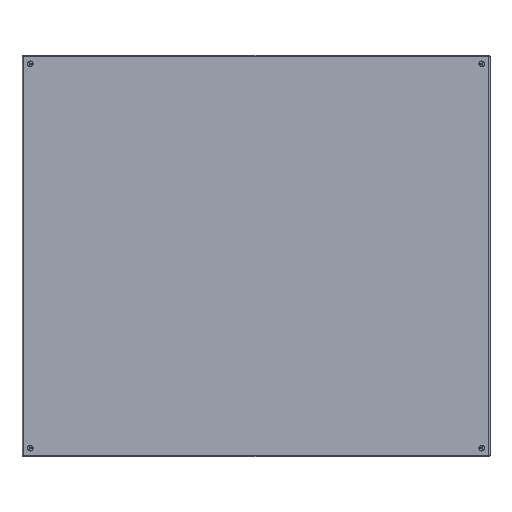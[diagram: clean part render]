
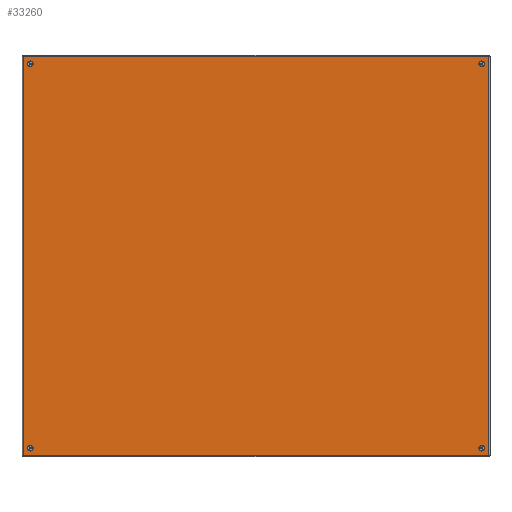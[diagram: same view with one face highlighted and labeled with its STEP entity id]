
A CAD part, left-side view. The second image highlights one B-rep face of the part: STEP entity #33260.
In plain terms, the highlighted face is planar.
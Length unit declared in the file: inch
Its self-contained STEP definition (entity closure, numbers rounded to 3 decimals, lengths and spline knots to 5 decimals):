
#1382 = CARTESIAN_POINT ( 'NONE',  ( -17.25, 0., -20.5 ) ) ;
#1999 = ORIENTED_EDGE ( 'NONE', *, *, #48367, .T. ) ;
#3545 = DIRECTION ( 'NONE',  ( 1., 0., 0. ) ) ;
#5060 = ORIENTED_EDGE ( 'NONE', *, *, #71153, .T. ) ;
#5413 = CARTESIAN_POINT ( 'NONE',  ( -17.25, 0., -20.25 ) ) ;
#6652 = CARTESIAN_POINT ( 'NONE',  ( 0., 0., 0. ) ) ;
#7112 = AXIS2_PLACEMENT_3D ( 'NONE', #77236, #75928, #29220 ) ;
#7800 = VERTEX_POINT ( 'NONE', #89397 ) ;
#8688 = CARTESIAN_POINT ( 'NONE',  ( 17.25, 0., -20.25 ) ) ;
#9172 = VERTEX_POINT ( 'NONE', #112069 ) ;
#9310 = ORIENTED_EDGE ( 'NONE', *, *, #79031, .T. ) ;
#9440 = ORIENTED_EDGE ( 'NONE', *, *, #12621, .T. ) ;
#9975 = CIRCLE ( 'NONE', #46947, 0.25 ) ;
#12573 = DIRECTION ( 'NONE',  ( 0., 0., 1. ) ) ;
#12621 = EDGE_CURVE ( 'NONE', #114076, #80951, #102471, .T. ) ;
#12790 = EDGE_CURVE ( 'NONE', #70960, #52185, #46075, .T. ) ;
#13330 = LINE ( 'NONE', #117269, #31402 ) ;
#14913 = DIRECTION ( 'NONE',  ( 0., -1., 0. ) ) ;
#16114 = CARTESIAN_POINT ( 'NONE',  ( -17.928, 0., -20.892 ) ) ;
#16447 = DIRECTION ( 'NONE',  ( 0., 1., 0. ) ) ;
#16579 = EDGE_CURVE ( 'NONE', #26272, #22123, #114255, .T. ) ;
#16924 = ORIENTED_EDGE ( 'NONE', *, *, #62750, .T. ) ;
#20489 = FACE_BOUND ( 'NONE', #34911, .T. ) ;
#20825 = DIRECTION ( 'NONE',  ( 0., 0., 1. ) ) ;
#21337 = AXIS2_PLACEMENT_3D ( 'NONE', #80270, #89217, #20825 ) ;
#22123 = VERTEX_POINT ( 'NONE', #96680 ) ;
#22811 = EDGE_CURVE ( 'NONE', #113006, #35384, #55501, .T. ) ;
#23249 = CARTESIAN_POINT ( 'NONE',  ( 17.25, 0., -20.5 ) ) ;
#23969 = EDGE_LOOP ( 'NONE', ( #83109, #61395 ) ) ;
#26272 = VERTEX_POINT ( 'NONE', #34738 ) ;
#29220 = DIRECTION ( 'NONE',  ( 0., 0., 1. ) ) ;
#31402 = VECTOR ( 'NONE', #79558, 39.37008 ) ;
#33260 = ADVANCED_FACE ( 'NONE', ( #116197, #78286, #20489, #122293, #40174 ), #64765, .T. ) ;
#33771 = CARTESIAN_POINT ( 'NONE',  ( 17.928, 0., -20.892 ) ) ;
#34738 = CARTESIAN_POINT ( 'NONE',  ( -17.928, 0., 20.892 ) ) ;
#34911 = EDGE_LOOP ( 'NONE', ( #5060, #1999 ) ) ;
#35384 = VERTEX_POINT ( 'NONE', #89344 ) ;
#36330 = DIRECTION ( 'NONE',  ( 0., 0., 1. ) ) ;
#36416 = CARTESIAN_POINT ( 'NONE',  ( 17.25, 0., 20. ) ) ;
#38263 = CARTESIAN_POINT ( 'NONE',  ( -17.25, 0., 20.5 ) ) ;
#38822 = ORIENTED_EDGE ( 'NONE', *, *, #16579, .T. ) ;
#40174 = FACE_BOUND ( 'NONE', #44167, .T. ) ;
#41130 = EDGE_CURVE ( 'NONE', #52059, #9172, #9975, .T. ) ;
#41350 = VECTOR ( 'NONE', #3545, 39.37008 ) ;
#42431 = CIRCLE ( 'NONE', #21337, 0.25 ) ;
#43930 = DIRECTION ( 'NONE',  ( 0., 0., 1. ) ) ;
#44167 = EDGE_LOOP ( 'NONE', ( #102377, #9440 ) ) ;
#44369 = DIRECTION ( 'NONE',  ( 0., -1., 0. ) ) ;
#44879 = DIRECTION ( 'NONE',  ( 0., -1., 0. ) ) ;
#46075 = LINE ( 'NONE', #66446, #99285 ) ;
#46947 = AXIS2_PLACEMENT_3D ( 'NONE', #54112, #44369, #43930 ) ;
#47327 = LINE ( 'NONE', #107842, #68631 ) ;
#48144 = DIRECTION ( 'NONE',  ( 0., -1., 0. ) ) ;
#48367 = EDGE_CURVE ( 'NONE', #75479, #7800, #56820, .T. ) ;
#48380 = AXIS2_PLACEMENT_3D ( 'NONE', #92622, #14913, #111673 ) ;
#52059 = VERTEX_POINT ( 'NONE', #36416 ) ;
#52185 = VERTEX_POINT ( 'NONE', #16114 ) ;
#54112 = CARTESIAN_POINT ( 'NONE',  ( 17.25, 0., 20.25 ) ) ;
#55501 = CIRCLE ( 'NONE', #48380, 0.25 ) ;
#56274 = DIRECTION ( 'NONE',  ( -1., 0., 0. ) ) ;
#56820 = CIRCLE ( 'NONE', #65745, 0.25 ) ;
#57203 = AXIS2_PLACEMENT_3D ( 'NONE', #5413, #44879, #64782 ) ;
#58763 = ORIENTED_EDGE ( 'NONE', *, *, #99275, .T. ) ;
#59586 = CIRCLE ( 'NONE', #89799, 0.25 ) ;
#60640 = CIRCLE ( 'NONE', #92437, 0.25 ) ;
#61395 = ORIENTED_EDGE ( 'NONE', *, *, #41130, .T. ) ;
#62750 = EDGE_CURVE ( 'NONE', #22123, #70960, #47327, .T. ) ;
#64765 = PLANE ( 'NONE',  #71284 ) ;
#64782 = DIRECTION ( 'NONE',  ( 0., 0., 1. ) ) ;
#65745 = AXIS2_PLACEMENT_3D ( 'NONE', #115662, #48144, #75817 ) ;
#66446 = CARTESIAN_POINT ( 'NONE',  ( 0., 0., -20.892 ) ) ;
#68631 = VECTOR ( 'NONE', #87931, 39.37008 ) ;
#70158 = CIRCLE ( 'NONE', #7112, 0.25 ) ;
#70433 = CARTESIAN_POINT ( 'NONE',  ( -17.25, 0., -20. ) ) ;
#70960 = VERTEX_POINT ( 'NONE', #33771 ) ;
#71153 = EDGE_CURVE ( 'NONE', #7800, #75479, #60640, .T. ) ;
#71284 = AXIS2_PLACEMENT_3D ( 'NONE', #6652, #16447, #36330 ) ;
#74936 = DIRECTION ( 'NONE',  ( 0., -1., 0. ) ) ;
#75479 = VERTEX_POINT ( 'NONE', #23249 ) ;
#75817 = DIRECTION ( 'NONE',  ( 0., 0., 1. ) ) ;
#75928 = DIRECTION ( 'NONE',  ( 0., -1., 0. ) ) ;
#77236 = CARTESIAN_POINT ( 'NONE',  ( -17.25, 0., -20.25 ) ) ;
#78286 = FACE_BOUND ( 'NONE', #23969, .T. ) ;
#79031 = EDGE_CURVE ( 'NONE', #52185, #26272, #13330, .T. ) ;
#79558 = DIRECTION ( 'NONE',  ( 0., 0., 1. ) ) ;
#79682 = DIRECTION ( 'NONE',  ( 0., -1., 0. ) ) ;
#80270 = CARTESIAN_POINT ( 'NONE',  ( 17.25, 0., 20.25 ) ) ;
#80951 = VERTEX_POINT ( 'NONE', #70433 ) ;
#83109 = ORIENTED_EDGE ( 'NONE', *, *, #105241, .T. ) ;
#85127 = EDGE_CURVE ( 'NONE', #80951, #114076, #70158, .T. ) ;
#87931 = DIRECTION ( 'NONE',  ( 0., 0., -1. ) ) ;
#89217 = DIRECTION ( 'NONE',  ( 0., -1., 0. ) ) ;
#89344 = CARTESIAN_POINT ( 'NONE',  ( -17.25, 0., 20. ) ) ;
#89397 = CARTESIAN_POINT ( 'NONE',  ( 17.25, 0., -20. ) ) ;
#89445 = CARTESIAN_POINT ( 'NONE',  ( -17.25, 0., 20.25 ) ) ;
#89799 = AXIS2_PLACEMENT_3D ( 'NONE', #89445, #79682, #12573 ) ;
#91456 = ORIENTED_EDGE ( 'NONE', *, *, #22811, .T. ) ;
#91479 = CARTESIAN_POINT ( 'NONE',  ( 0., 0., 20.892 ) ) ;
#92437 = AXIS2_PLACEMENT_3D ( 'NONE', #8688, #74936, #113995 ) ;
#92622 = CARTESIAN_POINT ( 'NONE',  ( -17.25, 0., 20.25 ) ) ;
#96680 = CARTESIAN_POINT ( 'NONE',  ( 17.928, 0., 20.892 ) ) ;
#99275 = EDGE_CURVE ( 'NONE', #35384, #113006, #59586, .T. ) ;
#99285 = VECTOR ( 'NONE', #56274, 39.37008 ) ;
#101017 = EDGE_LOOP ( 'NONE', ( #38822, #16924, #101810, #9310 ) ) ;
#101810 = ORIENTED_EDGE ( 'NONE', *, *, #12790, .T. ) ;
#102377 = ORIENTED_EDGE ( 'NONE', *, *, #85127, .T. ) ;
#102471 = CIRCLE ( 'NONE', #57203, 0.25 ) ;
#105241 = EDGE_CURVE ( 'NONE', #9172, #52059, #42431, .T. ) ;
#107842 = CARTESIAN_POINT ( 'NONE',  ( 17.928, 0., 0. ) ) ;
#111673 = DIRECTION ( 'NONE',  ( 0., 0., 1. ) ) ;
#112069 = CARTESIAN_POINT ( 'NONE',  ( 17.25, 0., 20.5 ) ) ;
#113006 = VERTEX_POINT ( 'NONE', #38263 ) ;
#113995 = DIRECTION ( 'NONE',  ( 0., 0., 1. ) ) ;
#114076 = VERTEX_POINT ( 'NONE', #1382 ) ;
#114255 = LINE ( 'NONE', #91479, #41350 ) ;
#115662 = CARTESIAN_POINT ( 'NONE',  ( 17.25, 0., -20.25 ) ) ;
#116197 = FACE_OUTER_BOUND ( 'NONE', #101017, .T. ) ;
#117269 = CARTESIAN_POINT ( 'NONE',  ( -17.928, 0., 0. ) ) ;
#119070 = EDGE_LOOP ( 'NONE', ( #91456, #58763 ) ) ;
#122293 = FACE_BOUND ( 'NONE', #119070, .T. ) ;
